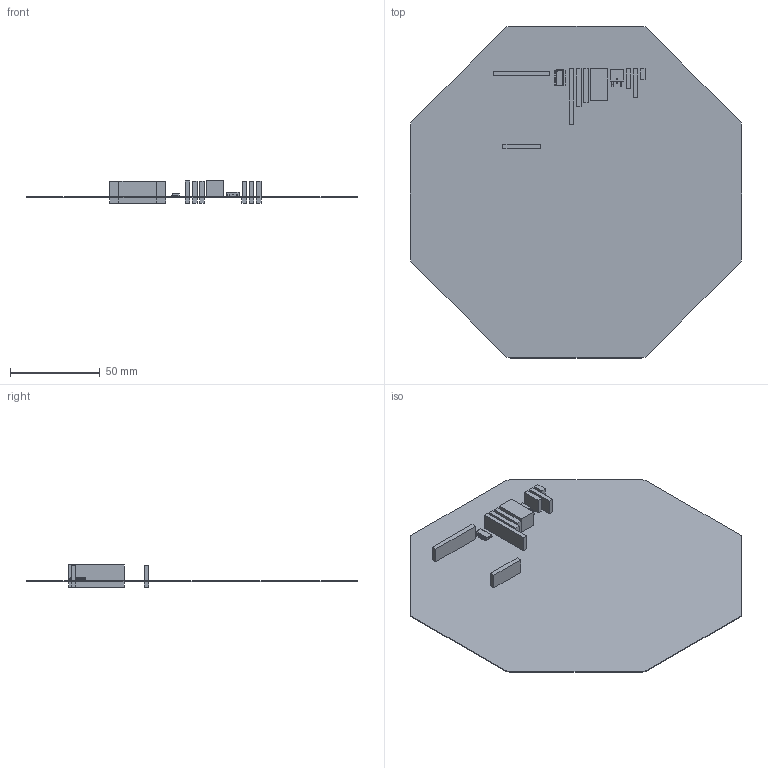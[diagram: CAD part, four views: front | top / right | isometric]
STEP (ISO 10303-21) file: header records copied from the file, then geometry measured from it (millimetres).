
FILE_DESCRIPTION(('Open CASCADE Model'),'2;1');
FILE_NAME('Open CASCADE Shape Model','2022-06-09T22:27:48',('Author'),( 'Open CASCADE'),'Open CASCADE STEP processor 6.8','Open CASCADE 6.8' ,'Unknown');
FILE_SCHEMA(('AUTOMOTIVE_DESIGN { 1 0 10303 214 1 1 1 1 }'));
Length unit declared in the file: millimetre
Products named in the file (59): PCB; Board; Open CASCADE STEP translator 6.8 1.1.1; U?; 6238889424; Open_CASCADE_STEP_translator_6.8_20.1; Body; Open_CASCADE_STEP_translator_6.8_20.2.1; Leader; P?; 7315810304; Extruded; 7315792784; 7316125168; 7315402240; 7315302992; 7315794224; 7316126528; 7315306912; 7315806304; 6254072224; 6254074864; 6254073664; 6254071744; MD?; 7315799824; 6815053472; 7315298192; 6815053312; DU?; 7371268176; Open_CASCADE_STEP_translator_6.8_12.1; Open_CASCADE_STEP_translator_6.8_12.2.1; Lead; Trimmed_Lead; tab
Assembly tree (72 placements, depth 5):
  PCB
    Board
      Open CASCADE STEP translator 6.8 1.1.1
    U?
      6238889424
        Open_CASCADE_STEP_translator_6.8_20.1
        Body
          Open_CASCADE_STEP_translator_6.8_20.2.1
        Leader  x14
    P?
      7315810304
        Extruded
      7315792784
        Extruded
    P?
      7316125168
        Extruded
      7315402240
        Extruded
    P?
      7315302992
        Extruded
      7315794224
        Extruded
    P?
      7316126528
        Extruded
    P?
      7315306912
        Extruded
      7315806304
        Extruded
    P?
      6254072224
        Extruded
      6254074864
        Extruded
    P?
      6254073664
        Extruded
      6254071744
        Extruded
    MD?
      7315799824
        Extruded
      6815053472
        Extruded
      7315298192
        Extruded
      6815053312
        Extruded
    DU?
      7371268176
        Open_CASCADE_STEP_translator_6.8_12.1
        Body
          Open_CASCADE_STEP_translator_6.8_12.2.1
        Lead  x2
        Trimmed_Lead
        tab
Bounding box: 184.78 x 184.78 x 12.71 mm (x, y, z)
Volume: 18161.9 mm3; surface area: 63814.9 mm2
Topology: 38 solids, 40 shells, 562 faces, 1140 edges, 648 vertices
Faces by surface type: plane 439, cylinder 105, sphere 10, bspline 8
Full cylindrical faces by diameter (mm): 0.5 x1, 0.844 x1
Entity records: 8477 total; most frequent: CARTESIAN_POINT 1905, DIRECTION 1188, ORIENTED_EDGE 1026, EDGE_CURVE 514, LINE 414, VECTOR 414, AXIS2_PLACEMENT_3D 387, VERTEX_POINT 312
